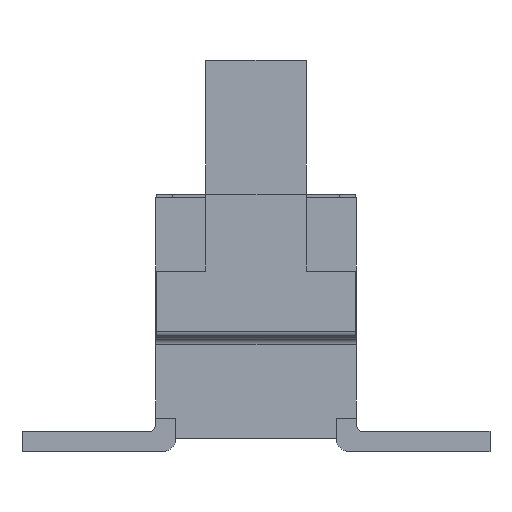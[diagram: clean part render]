
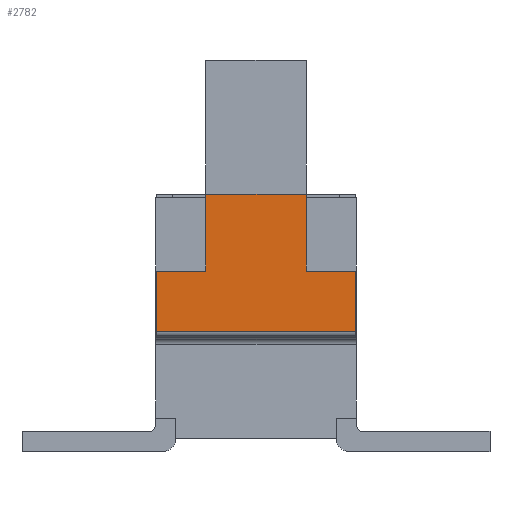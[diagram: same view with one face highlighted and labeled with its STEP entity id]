
A CAD part, left-side view. The second image highlights one B-rep face of the part: STEP entity #2782.
In plain terms, the highlighted planar face has unit normal (-1, 0, 0).
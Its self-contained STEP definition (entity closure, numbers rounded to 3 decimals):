
#16 = VERTEX_POINT ( 'NONE', #4818 ) ;
#157 = CARTESIAN_POINT ( 'NONE',  ( -4.45, 0.75, 3.65 ) ) ;
#190 = LINE ( 'NONE', #3031, #2342 ) ;
#215 = DIRECTION ( 'NONE',  ( 0., 0., 1. ) ) ;
#273 = DIRECTION ( 'NONE',  ( 0., 0., 1. ) ) ;
#289 = CARTESIAN_POINT ( 'NONE',  ( -4.45, 1.49, 1.925 ) ) ;
#351 = VECTOR ( 'NONE', #2519, 1000. ) ;
#393 = ORIENTED_EDGE ( 'NONE', *, *, #4941, .F. ) ;
#464 = EDGE_CURVE ( 'NONE', #2696, #990, #2488, .T. ) ;
#542 = CARTESIAN_POINT ( 'NONE',  ( -4.45, 0.75, 3.65 ) ) ;
#558 = ORIENTED_EDGE ( 'NONE', *, *, #1317, .T. ) ;
#585 = ORIENTED_EDGE ( 'NONE', *, *, #464, .T. ) ;
#595 = CARTESIAN_POINT ( 'NONE',  ( -4.45, 0.75, 2.5 ) ) ;
#599 = VECTOR ( 'NONE', #2807, 1000. ) ;
#796 = CARTESIAN_POINT ( 'NONE',  ( -4.45, -1.49, 2.5 ) ) ;
#828 = DIRECTION ( 'NONE',  ( 0., -1., 0. ) ) ;
#940 = VECTOR ( 'NONE', #1874, 1000. ) ;
#979 = VERTEX_POINT ( 'NONE', #796 ) ;
#990 = VERTEX_POINT ( 'NONE', #4180 ) ;
#1202 = LINE ( 'NONE', #4032, #940 ) ;
#1317 = EDGE_CURVE ( 'NONE', #16, #979, #1840, .T. ) ;
#1431 = VERTEX_POINT ( 'NONE', #1858 ) ;
#1459 = VECTOR ( 'NONE', #2688, 1000. ) ;
#1503 = EDGE_LOOP ( 'NONE', ( #585, #3325, #558, #3476, #1611, #3196, #1935, #4015, #393, #1841 ) ) ;
#1611 = ORIENTED_EDGE ( 'NONE', *, *, #2520, .F. ) ;
#1671 = CARTESIAN_POINT ( 'NONE',  ( -4.45, 0.75, 2.5 ) ) ;
#1703 = EDGE_CURVE ( 'NONE', #2618, #979, #190, .T. ) ;
#1727 = PLANE ( 'NONE',  #1889 ) ;
#1840 = LINE ( 'NONE', #4670, #4106 ) ;
#1841 = ORIENTED_EDGE ( 'NONE', *, *, #3006, .F. ) ;
#1842 = LINE ( 'NONE', #4673, #351 ) ;
#1858 = CARTESIAN_POINT ( 'NONE',  ( -4.45, 0.75, 3.6 ) ) ;
#1874 = DIRECTION ( 'NONE',  ( 0., 1., 0. ) ) ;
#1889 = AXIS2_PLACEMENT_3D ( 'NONE', #4574, #2405, #215 ) ;
#1935 = ORIENTED_EDGE ( 'NONE', *, *, #4288, .F. ) ;
#2011 = VECTOR ( 'NONE', #4519, 1000. ) ;
#2042 = LINE ( 'NONE', #4850, #1459 ) ;
#2162 = LINE ( 'NONE', #4957, #599 ) ;
#2211 = VERTEX_POINT ( 'NONE', #3212 ) ;
#2289 = VERTEX_POINT ( 'NONE', #595 ) ;
#2342 = VECTOR ( 'NONE', #828, 1000. ) ;
#2348 = LINE ( 'NONE', #157, #4140 ) ;
#2405 = DIRECTION ( 'NONE',  ( -1., 0., 0. ) ) ;
#2464 = CARTESIAN_POINT ( 'NONE',  ( -4.45, -0.75, 3.5 ) ) ;
#2488 = LINE ( 'NONE', #289, #2633 ) ;
#2516 = DIRECTION ( 'NONE',  ( 0., 0., 1. ) ) ;
#2519 = DIRECTION ( 'NONE',  ( 0., 0., 1. ) ) ;
#2520 = EDGE_CURVE ( 'NONE', #2211, #2618, #2162, .T. ) ;
#2618 = VERTEX_POINT ( 'NONE', #4962 ) ;
#2633 = VECTOR ( 'NONE', #3148, 1000. ) ;
#2688 = DIRECTION ( 'NONE',  ( 0., 0., 1. ) ) ;
#2696 = VERTEX_POINT ( 'NONE', #3762 ) ;
#2782 = ADVANCED_FACE ( 'NONE', ( #4154 ), #1727, .T. ) ;
#2807 = DIRECTION ( 'NONE',  ( 0., 0., -1. ) ) ;
#2852 = VERTEX_POINT ( 'NONE', #542 ) ;
#3000 = DIRECTION ( 'NONE',  ( 0., -1., 0. ) ) ;
#3006 = EDGE_CURVE ( 'NONE', #2696, #2289, #3862, .T. ) ;
#3031 = CARTESIAN_POINT ( 'NONE',  ( -4.45, -0.75, 2.5 ) ) ;
#3148 = DIRECTION ( 'NONE',  ( 0., 0., -1. ) ) ;
#3196 = ORIENTED_EDGE ( 'NONE', *, *, #3376, .T. ) ;
#3212 = CARTESIAN_POINT ( 'NONE',  ( -4.45, -0.75, 3.6 ) ) ;
#3325 = ORIENTED_EDGE ( 'NONE', *, *, #4743, .F. ) ;
#3376 = EDGE_CURVE ( 'NONE', #2211, #3560, #4627, .T. ) ;
#3476 = ORIENTED_EDGE ( 'NONE', *, *, #1703, .F. ) ;
#3560 = VERTEX_POINT ( 'NONE', #3826 ) ;
#3762 = CARTESIAN_POINT ( 'NONE',  ( -4.45, 1.49, 2.5 ) ) ;
#3826 = CARTESIAN_POINT ( 'NONE',  ( -4.45, -0.75, 3.65 ) ) ;
#3862 = LINE ( 'NONE', #1671, #2011 ) ;
#3881 = VECTOR ( 'NONE', #273, 1000. ) ;
#4015 = ORIENTED_EDGE ( 'NONE', *, *, #4781, .F. ) ;
#4032 = CARTESIAN_POINT ( 'NONE',  ( -4.45, 0.75, 1.6 ) ) ;
#4106 = VECTOR ( 'NONE', #2516, 1000. ) ;
#4140 = VECTOR ( 'NONE', #3000, 1000. ) ;
#4154 = FACE_OUTER_BOUND ( 'NONE', #1503, .T. ) ;
#4180 = CARTESIAN_POINT ( 'NONE',  ( -4.45, 1.49, 1.6 ) ) ;
#4288 = EDGE_CURVE ( 'NONE', #2852, #3560, #2348, .T. ) ;
#4519 = DIRECTION ( 'NONE',  ( 0., -1., 0. ) ) ;
#4574 = CARTESIAN_POINT ( 'NONE',  ( -4.45, 0., 2.35 ) ) ;
#4627 = LINE ( 'NONE', #2464, #3881 ) ;
#4670 = CARTESIAN_POINT ( 'NONE',  ( -4.45, -1.49, 2.425 ) ) ;
#4673 = CARTESIAN_POINT ( 'NONE',  ( -4.45, 0.75, 3.5 ) ) ;
#4743 = EDGE_CURVE ( 'NONE', #16, #990, #1202, .T. ) ;
#4781 = EDGE_CURVE ( 'NONE', #1431, #2852, #1842, .T. ) ;
#4818 = CARTESIAN_POINT ( 'NONE',  ( -4.45, -1.49, 1.6 ) ) ;
#4850 = CARTESIAN_POINT ( 'NONE',  ( -4.45, 0.75, 3.25 ) ) ;
#4941 = EDGE_CURVE ( 'NONE', #2289, #1431, #2042, .T. ) ;
#4957 = CARTESIAN_POINT ( 'NONE',  ( -4.45, -0.75, 3.25 ) ) ;
#4962 = CARTESIAN_POINT ( 'NONE',  ( -4.45, -0.75, 2.5 ) ) ;
